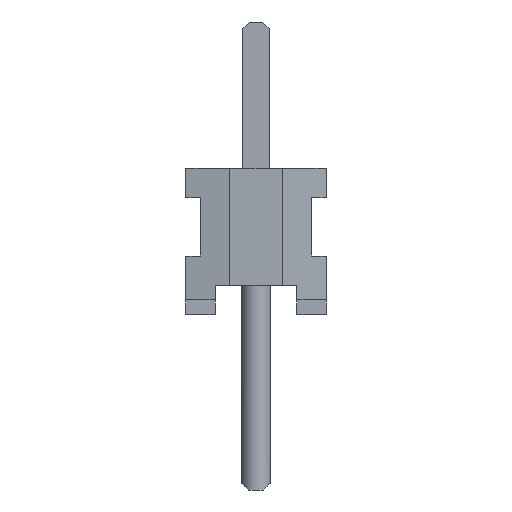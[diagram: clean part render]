
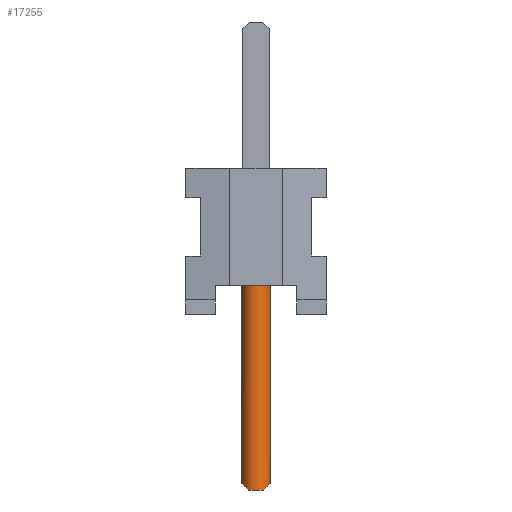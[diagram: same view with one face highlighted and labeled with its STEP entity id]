
A CAD part, left-side view. The second image highlights one B-rep face of the part: STEP entity #17255.
In plain terms, the highlighted cylindrical face has radius 0.254 mm (diameter 0.508 mm), a full revolution.
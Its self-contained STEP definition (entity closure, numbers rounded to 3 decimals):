
#16205 = EDGE_CURVE('',#16206,#16208,#16210,.T.);
#16206 = VERTEX_POINT('',#16207);
#16207 = CARTESIAN_POINT('',(-7.874,0.,1.27));
#16208 = VERTEX_POINT('',#16209);
#16209 = CARTESIAN_POINT('',(-7.4,0.127,1.27));
#16210 = CIRCLE('',#16211,0.254);
#16211 = AXIS2_PLACEMENT_3D('',#16212,#16213,#16214);
#16212 = CARTESIAN_POINT('',(-7.62,0.,1.27));
#16213 = DIRECTION('',(0.,0.,1.));
#16214 = DIRECTION('',(1.,0.,0.));
#16216 = EDGE_CURVE('',#16208,#16206,#16217,.T.);
#16217 = CIRCLE('',#16218,0.254);
#16218 = AXIS2_PLACEMENT_3D('',#16219,#16220,#16221);
#16219 = CARTESIAN_POINT('',(-7.62,0.,1.27));
#16220 = DIRECTION('',(0.,0.,1.));
#16221 = DIRECTION('',(1.,0.,0.));
#17255 = ADVANCED_FACE('',(#17256),#17302,.T.);
#17256 = FACE_BOUND('',#17257,.T.);
#17257 = EDGE_LOOP('',(#17258,#17259,#17266,#17275,#17284,#17293,#17300,
    #17301));
#17258 = ORIENTED_EDGE('',*,*,#16216,.F.);
#17259 = ORIENTED_EDGE('',*,*,#17260,.T.);
#17260 = EDGE_CURVE('',#16208,#17261,#17263,.T.);
#17261 = VERTEX_POINT('',#17262);
#17262 = CARTESIAN_POINT('',(-7.4,0.127,-3.048));
#17263 = B_SPLINE_CURVE_WITH_KNOTS('',1,(#17264,#17265),.UNSPECIFIED.,
  .F.,.F.,(2,2),(0.,4.318),.PIECEWISE_BEZIER_KNOTS.);
#17264 = CARTESIAN_POINT('',(-7.4,0.127,1.27));
#17265 = CARTESIAN_POINT('',(-7.4,0.127,-3.048));
#17266 = ORIENTED_EDGE('',*,*,#17267,.T.);
#17267 = EDGE_CURVE('',#17261,#17268,#17270,.T.);
#17268 = VERTEX_POINT('',#17269);
#17269 = CARTESIAN_POINT('',(-7.84,0.127,-3.048));
#17270 = ELLIPSE('',#17271,0.359,0.254);
#17271 = AXIS2_PLACEMENT_3D('',#17272,#17273,#17274);
#17272 = CARTESIAN_POINT('',(-7.62,0.,-3.175));
#17273 = DIRECTION('',(0.,-0.707,0.707));
#17274 = DIRECTION('',(0.,-0.707,-0.707));
#17275 = ORIENTED_EDGE('',*,*,#17276,.T.);
#17276 = EDGE_CURVE('',#17268,#17277,#17279,.T.);
#17277 = VERTEX_POINT('',#17278);
#17278 = CARTESIAN_POINT('',(-7.84,-0.127,-3.048));
#17279 = CIRCLE('',#17280,0.254);
#17280 = AXIS2_PLACEMENT_3D('',#17281,#17282,#17283);
#17281 = CARTESIAN_POINT('',(-7.62,0.,-3.048));
#17282 = DIRECTION('',(0.,0.,1.));
#17283 = DIRECTION('',(0.,-1.,0.));
#17284 = ORIENTED_EDGE('',*,*,#17285,.T.);
#17285 = EDGE_CURVE('',#17277,#17286,#17288,.T.);
#17286 = VERTEX_POINT('',#17287);
#17287 = CARTESIAN_POINT('',(-7.4,-0.127,-3.048));
#17288 = ELLIPSE('',#17289,0.359,0.254);
#17289 = AXIS2_PLACEMENT_3D('',#17290,#17291,#17292);
#17290 = CARTESIAN_POINT('',(-7.62,0.,-3.175));
#17291 = DIRECTION('',(0.,0.707,0.707));
#17292 = DIRECTION('',(0.,0.707,-0.707));
#17293 = ORIENTED_EDGE('',*,*,#17294,.T.);
#17294 = EDGE_CURVE('',#17286,#17261,#17295,.T.);
#17295 = CIRCLE('',#17296,0.254);
#17296 = AXIS2_PLACEMENT_3D('',#17297,#17298,#17299);
#17297 = CARTESIAN_POINT('',(-7.62,0.,-3.048));
#17298 = DIRECTION('',(0.,0.,1.));
#17299 = DIRECTION('',(0.,-1.,0.));
#17300 = ORIENTED_EDGE('',*,*,#17260,.F.);
#17301 = ORIENTED_EDGE('',*,*,#16205,.F.);
#17302 = CYLINDRICAL_SURFACE('',#17303,0.254);
#17303 = AXIS2_PLACEMENT_3D('',#17304,#17305,#17306);
#17304 = CARTESIAN_POINT('',(-7.62,0.,1.27));
#17305 = DIRECTION('',(0.,0.,-1.));
#17306 = DIRECTION('',(0.,1.,0.));
